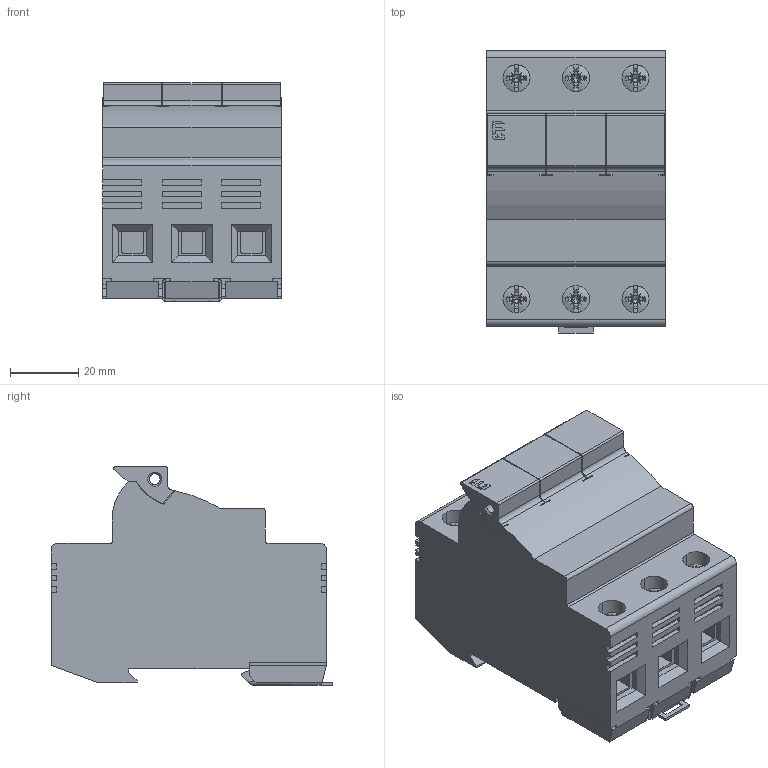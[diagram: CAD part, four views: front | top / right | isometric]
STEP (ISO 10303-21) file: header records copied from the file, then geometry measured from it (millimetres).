
FILE_DESCRIPTION((''),'2;1');
FILE_NAME('EFD10_3P_DIM','2017-09-15T',('matic.bajda'),('Audax d.o.o.'),'CREO PARAMETRIC BY PTC INC, 2016260','CREO PARAMETRIC BY PTC INC, 2016260','');
FILE_SCHEMA(('AUTOMOTIVE_DESIGN { 1 0 10303 214 1 1 1 1 }'));
Length unit declared in the file: millimetre
Products named in the file (1): EFD10_3P_DIM
Bounding box: 52.5 x 82.89 x 64.35 mm (x, y, z)
Volume: 193794.1 mm3; surface area: 30670.5 mm2
Topology: 1 solids, 1 shells, 731 faces, 2066 edges, 1343 vertices
Faces by surface type: plane 539, cylinder 114, cone 48, bspline 12, sphere 12, torus 6
Entity records: 30696 total; most frequent: CARTESIAN_POINT 5673, ORIENTED_EDGE 4108, DIRECTION 3615, PRESENTATION_STYLE_ASSIGNMENT 2058, STYLED_ITEM 2055, CURVE_STYLE 2054, EDGE_CURVE 2054, VERTEX_POINT 1343
